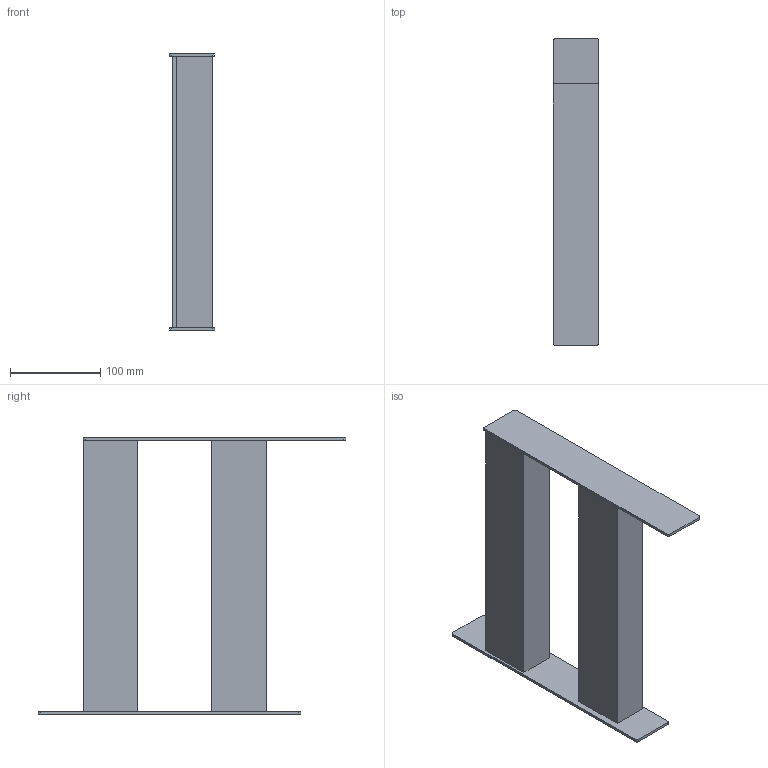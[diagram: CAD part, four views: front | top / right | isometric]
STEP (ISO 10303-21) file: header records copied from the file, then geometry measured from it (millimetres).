
FILE_DESCRIPTION(/* description */ (''),/* implementation_level */ '2;1');
FILE_NAME(/* name */ 'PerfilH.stp',/* time_stamp */ '2022-06-18T18:26:11-05:00',/* author */ ('Johan'),/* organization */ (''),/* preprocessor_version */ 'ST-DEVELOPER v18.1',/* originating_system */ 'Autodesk Inventor 2022',/* authorisation */ '');
FILE_SCHEMA (('AUTOMOTIVE_DESIGN { 1 0 10303 214 3 1 1 }'));
Length unit declared in the file: millimetre
Products named in the file (3): PerfilH; lamina1; leg
Assembly tree (4 placements, depth 2):
  PerfilH
    lamina1  x2
    leg  x2
Bounding box: 50.33 x 339.72 x 306 mm (x, y, z)
Volume: 425379.4 mm3; surface area: 289901.7 mm2
Topology: 4 solids, 4 shells, 40 faces, 96 edges, 64 vertices
Faces by surface type: plane 32, cylinder 8
Entity records: 705 total; most frequent: DIRECTION 110, CARTESIAN_POINT 107, ORIENTED_EDGE 96, EDGE_CURVE 48, LINE 40, VECTOR 40, AXIS2_PLACEMENT_3D 35, VERTEX_POINT 32
